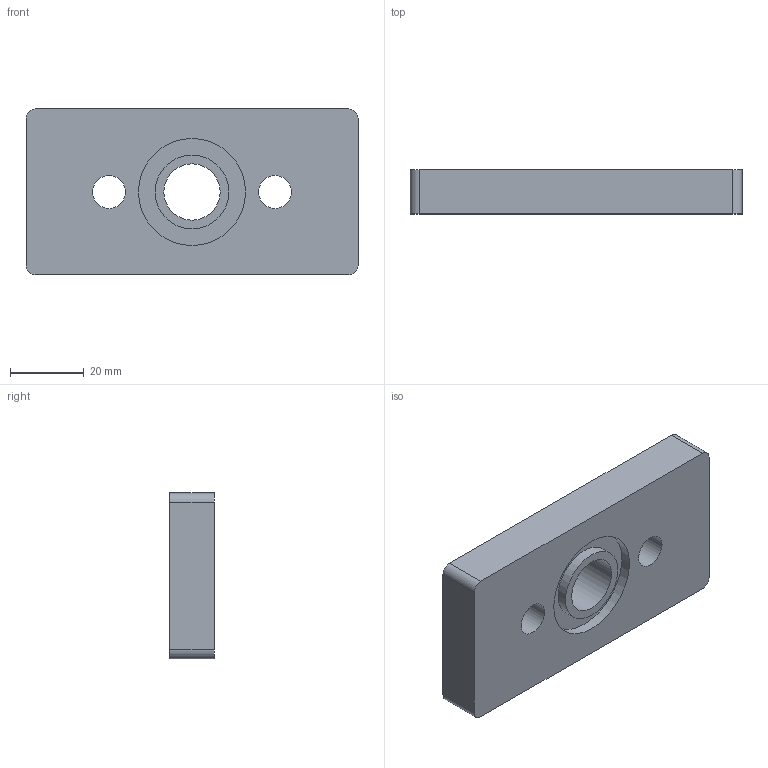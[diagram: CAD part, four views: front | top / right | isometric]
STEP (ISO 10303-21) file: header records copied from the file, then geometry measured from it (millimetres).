
FILE_DESCRIPTION(/* description */ ('STEP AP203'),/* implementation_level */ '2;1');
FILE_NAME(/* name */ 'MPG45-90G38.stp',/* time_stamp */ '2022-07-11T16:50:50+02:00',/* author */ (''),/* organization */ (''),/* preprocessor_version */ 'ST-DEVELOPER v18.1',/* originating_system */ 'Autodesk Inventor 2021',/* authorisation */ '');
FILE_SCHEMA (('AUTOMOTIVE_DESIGN { 1 0 10303 214 3 1 1 }'));
Length unit declared in the file: millimetre
Products named in the file (1): MPG45-90G38
Bounding box: 90 x 12 x 45 mm (x, y, z)
Volume: 42937.8 mm3; surface area: 12513.4 mm2
Topology: 1 solids, 1 shells, 21 faces, 45 edges, 30 vertices
Faces by surface type: cylinder 11, plane 10
Full cylindrical faces by diameter (mm): 9 x2, 13.5 x2, 15.25 x1, 20 x1, 29 x1
Entity records: 634 total; most frequent: DIRECTION 111, CARTESIAN_POINT 97, ORIENTED_EDGE 90, EDGE_CURVE 45, AXIS2_PLACEMENT_3D 44, EDGE_LOOP 31, VERTEX_POINT 30, LINE 23
